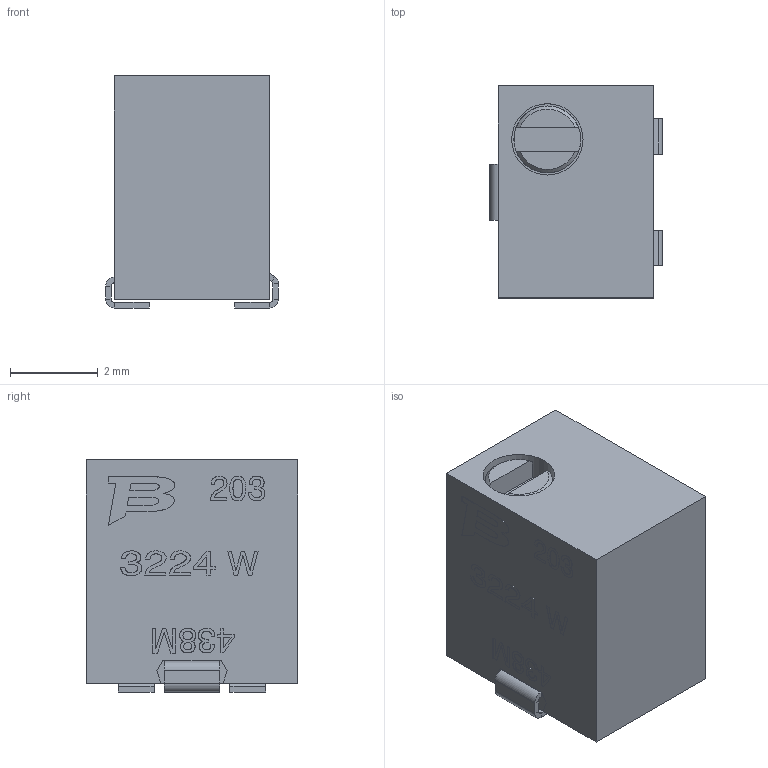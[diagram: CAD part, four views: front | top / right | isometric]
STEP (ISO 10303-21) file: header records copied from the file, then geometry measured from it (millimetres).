
FILE_DESCRIPTION(('STEP AP214'), '1');
FILE_NAME('R3224W', '', ('UNSPECIFIED'), ('UNSPECIFIED'), 'ASCON STEP Converter 1.6', 'ASCON Math Kernel', '');
FILE_SCHEMA(('AUTOMOTIVE_DESIGN { 1 0 10303 214 3 1 1}'));
Length unit declared in the file: millimetre
Products named in the file (21): 3224w-1-103e_1; 3224w-1-103e_2; 3224w-1-103e_3; 3224w-1-103e_4; 3224w-1-103e_5; 3224w-1-103e_6; 3224w-1-103e_7; 3224w-1-103e_8; 3224w-1-103e_9; 3224w-1-103e_10; 3224w-1-103e_11; 3224w-1-103e_12; 3224w-1-103e_13; 3224w-1-103e_14; 3224w-1-103e_15; 3224w-1-103e_16; 3224w-1-103e_17; 3224w-1-103e_18; 3224w-1-103e_19
Assembly tree (20 placements, depth 3):
  (unnamed)
    (unnamed)
      3224w-1-103e_1
      3224w-1-103e_2
      3224w-1-103e_3
      3224w-1-103e_4
      3224w-1-103e_5
      3224w-1-103e_6
      3224w-1-103e_7
      3224w-1-103e_8
      3224w-1-103e_9
      3224w-1-103e_10
      3224w-1-103e_11
      3224w-1-103e_12
      3224w-1-103e_13
      3224w-1-103e_14
      3224w-1-103e_15
      3224w-1-103e_16
      3224w-1-103e_17
      3224w-1-103e_18
      3224w-1-103e_19
Bounding box: 3.94 x 4.83 x 5.28 mm (x, y, z)
Volume: 30.2 mm3; surface area: 247.2 mm2
Topology: 19 solids, 19 shells, 471 faces, 1233 edges, 802 vertices
Faces by surface type: plane 270, extrusion 176, cylinder 22, cone 3
Full cylindrical faces by diameter (mm): 0.889 x1, 1.016 x1, 1.524 x1, 1.626 x1
Entity records: 20032 total; most frequent: CARTESIAN_POINT 4172, ORIENTED_EDGE 2456, DIRECTION 1730, EDGE_CURVE 1228, VECTOR 996, LINE 820, VERTEX_POINT 802, B_SPLINE_CURVE_WITH_KNOTS 533
